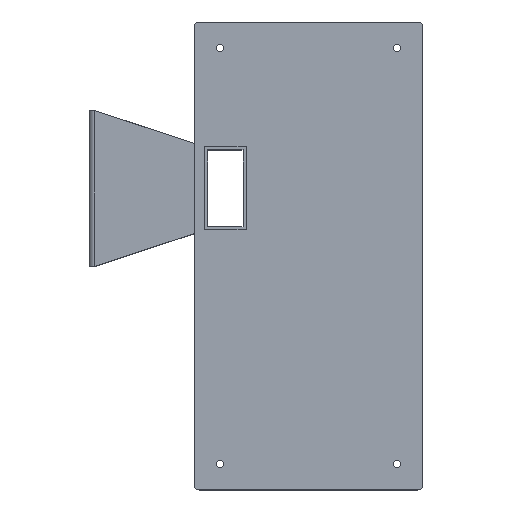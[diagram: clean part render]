
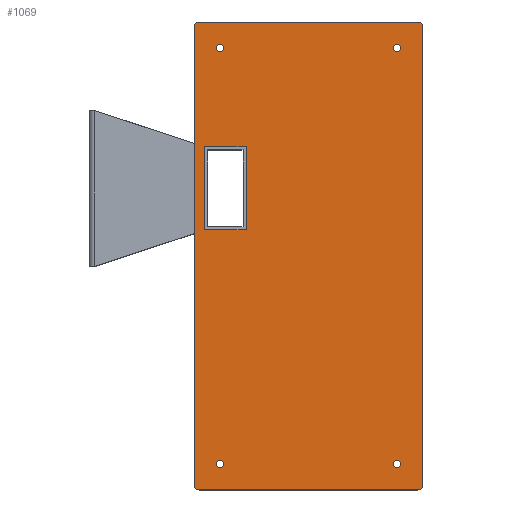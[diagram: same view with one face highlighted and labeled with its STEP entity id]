
A CAD part, top view. The second image highlights one B-rep face of the part: STEP entity #1069.
In plain terms, the highlighted planar face has unit normal (0, 0, 1).
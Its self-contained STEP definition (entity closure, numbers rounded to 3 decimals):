
#15 = AXIS2_PLACEMENT_3D ( 'NONE', #1135, #967, #588 ) ;
#22 = DIRECTION ( 'NONE',  ( 1., 0., 0. ) ) ;
#28 = CIRCLE ( 'NONE', #1292, 5. ) ;
#33 = AXIS2_PLACEMENT_3D ( 'NONE', #1589, #1756, #181 ) ;
#46 = FACE_BOUND ( 'NONE', #1442, .T. ) ;
#114 = AXIS2_PLACEMENT_3D ( 'NONE', #433, #1628, #275 ) ;
#115 = ORIENTED_EDGE ( 'NONE', *, *, #1172, .T. ) ;
#137 = VECTOR ( 'NONE', #1660, 1000. ) ;
#147 = ORIENTED_EDGE ( 'NONE', *, *, #1434, .F. ) ;
#157 = VECTOR ( 'NONE', #1771, 1000. ) ;
#181 = DIRECTION ( 'NONE',  ( -1., 0., 0. ) ) ;
#195 = CARTESIAN_POINT ( 'NONE',  ( 190., 155., 95. ) ) ;
#205 = DIRECTION ( 'NONE',  ( -1., 0., 0. ) ) ;
#231 = DIRECTION ( 'NONE',  ( -1., 0., 0. ) ) ;
#244 = DIRECTION ( 'NONE',  ( 0., 0., 1. ) ) ;
#255 = AXIS2_PLACEMENT_3D ( 'NONE', #1537, #704, #22 ) ;
#258 = VERTEX_POINT ( 'NONE', #835 ) ;
#275 = DIRECTION ( 'NONE',  ( -1., 0., 0. ) ) ;
#299 = EDGE_CURVE ( 'NONE', #604, #300, #1159, .T. ) ;
#300 = VERTEX_POINT ( 'NONE', #496 ) ;
#332 = DIRECTION ( 'NONE',  ( 0., -1., 0. ) ) ;
#365 = CARTESIAN_POINT ( 'NONE',  ( -30., 155., 95. ) ) ;
#400 = LINE ( 'NONE', #466, #157 ) ;
#414 = VERTEX_POINT ( 'NONE', #1672 ) ;
#423 = ORIENTED_EDGE ( 'NONE', *, *, #1286, .F. ) ;
#433 = CARTESIAN_POINT ( 'NONE',  ( -25., -285., 95. ) ) ;
#460 = CARTESIAN_POINT ( 'NONE',  ( 165., 135., 95. ) ) ;
#465 = CARTESIAN_POINT ( 'NONE',  ( -20., 40., 95. ) ) ;
#466 = CARTESIAN_POINT ( 'NONE',  ( -25., 160., 95. ) ) ;
#474 = EDGE_CURVE ( 'NONE', #1974, #984, #2057, .T. ) ;
#486 = ORIENTED_EDGE ( 'NONE', *, *, #914, .F. ) ;
#496 = CARTESIAN_POINT ( 'NONE',  ( 185., -290., 95. ) ) ;
#545 = EDGE_CURVE ( 'NONE', #1682, #1401, #1240, .T. ) ;
#551 = ORIENTED_EDGE ( 'NONE', *, *, #804, .T. ) ;
#584 = ORIENTED_EDGE ( 'NONE', *, *, #613, .T. ) ;
#588 = DIRECTION ( 'NONE',  ( 1., 0., 0. ) ) ;
#604 = VERTEX_POINT ( 'NONE', #799 ) ;
#605 = ORIENTED_EDGE ( 'NONE', *, *, #1400, .T. ) ;
#613 = EDGE_CURVE ( 'NONE', #984, #1682, #1380, .T. ) ;
#656 = CARTESIAN_POINT ( 'NONE',  ( -25., 160., 95. ) ) ;
#660 = DIRECTION ( 'NONE',  ( 0., -1., 0. ) ) ;
#674 = CIRCLE ( 'NONE', #114, 5. ) ;
#704 = DIRECTION ( 'NONE',  ( 0., 0., 1. ) ) ;
#748 = CIRCLE ( 'NONE', #255, 3.5 ) ;
#751 = AXIS2_PLACEMENT_3D ( 'NONE', #2017, #1066, #2101 ) ;
#770 = LINE ( 'NONE', #195, #137 ) ;
#782 = EDGE_CURVE ( 'NONE', #1401, #1974, #1841, .T. ) ;
#797 = LINE ( 'NONE', #365, #1150 ) ;
#799 = CARTESIAN_POINT ( 'NONE',  ( -25., -290., 95. ) ) ;
#804 = EDGE_CURVE ( 'NONE', #1976, #604, #674, .T. ) ;
#808 = AXIS2_PLACEMENT_3D ( 'NONE', #460, #2059, #1096 ) ;
#813 = AXIS2_PLACEMENT_3D ( 'NONE', #1573, #244, #205 ) ;
#830 = ORIENTED_EDGE ( 'NONE', *, *, #1576, .T. ) ;
#835 = CARTESIAN_POINT ( 'NONE',  ( 190., -285., 95. ) ) ;
#857 = CARTESIAN_POINT ( 'NONE',  ( 168.5, -265., 95. ) ) ;
#859 = VERTEX_POINT ( 'NONE', #1508 ) ;
#866 = ORIENTED_EDGE ( 'NONE', *, *, #1661, .F. ) ;
#878 = DIRECTION ( 'NONE',  ( -1., 0., 0. ) ) ;
#900 = FACE_OUTER_BOUND ( 'NONE', #1679, .T. ) ;
#903 = EDGE_LOOP ( 'NONE', ( #486 ) ) ;
#914 = EDGE_CURVE ( 'NONE', #2210, #2210, #2046, .T. ) ;
#946 = VECTOR ( 'NONE', #2065, 1000. ) ;
#965 = VECTOR ( 'NONE', #1307, 1000. ) ;
#967 = DIRECTION ( 'NONE',  ( 0., 0., 1. ) ) ;
#972 = FACE_BOUND ( 'NONE', #1075, .T. ) ;
#984 = VERTEX_POINT ( 'NONE', #1006 ) ;
#985 = PLANE ( 'NONE',  #33 ) ;
#987 = EDGE_CURVE ( 'NONE', #1717, #1184, #2005, .T. ) ;
#991 = CARTESIAN_POINT ( 'NONE',  ( -20., 40., 95. ) ) ;
#1006 = CARTESIAN_POINT ( 'NONE',  ( -20., -40., 95. ) ) ;
#1032 = CARTESIAN_POINT ( 'NONE',  ( 185., 160., 95. ) ) ;
#1047 = VECTOR ( 'NONE', #1871, 1000. ) ;
#1066 = DIRECTION ( 'NONE',  ( 0., 0., 1. ) ) ;
#1069 = ADVANCED_FACE ( 'NONE', ( #900, #972, #1518, #1121, #2013, #46 ), #985, .F. ) ;
#1075 = EDGE_LOOP ( 'NONE', ( #1488, #584, #1367, #1662 ) ) ;
#1093 = DIRECTION ( 'NONE',  ( 0., 0., 1. ) ) ;
#1095 = CARTESIAN_POINT ( 'NONE',  ( -20., -40., 95. ) ) ;
#1096 = DIRECTION ( 'NONE',  ( 1., 0., 0. ) ) ;
#1114 = VERTEX_POINT ( 'NONE', #1591 ) ;
#1121 = FACE_BOUND ( 'NONE', #1554, .T. ) ;
#1135 = CARTESIAN_POINT ( 'NONE',  ( 165., -265., 95. ) ) ;
#1150 = VECTOR ( 'NONE', #332, 1000. ) ;
#1159 = LINE ( 'NONE', #1687, #965 ) ;
#1169 = ORIENTED_EDGE ( 'NONE', *, *, #299, .T. ) ;
#1172 = EDGE_CURVE ( 'NONE', #300, #258, #1372, .T. ) ;
#1184 = VERTEX_POINT ( 'NONE', #1310 ) ;
#1240 = LINE ( 'NONE', #465, #1047 ) ;
#1271 = CARTESIAN_POINT ( 'NONE',  ( 185., 155., 95. ) ) ;
#1286 = EDGE_CURVE ( 'NONE', #1608, #1608, #2160, .T. ) ;
#1292 = AXIS2_PLACEMENT_3D ( 'NONE', #1271, #1627, #231 ) ;
#1307 = DIRECTION ( 'NONE',  ( 1., 0., 0. ) ) ;
#1310 = CARTESIAN_POINT ( 'NONE',  ( -30., 155., 95. ) ) ;
#1324 = CIRCLE ( 'NONE', #751, 3.5 ) ;
#1367 = ORIENTED_EDGE ( 'NONE', *, *, #545, .T. ) ;
#1372 = CIRCLE ( 'NONE', #1477, 5. ) ;
#1380 = LINE ( 'NONE', #991, #946 ) ;
#1400 = EDGE_CURVE ( 'NONE', #1184, #1976, #797, .T. ) ;
#1401 = VERTEX_POINT ( 'NONE', #1864 ) ;
#1412 = DIRECTION ( 'NONE',  ( -1., 0., 0. ) ) ;
#1434 = EDGE_CURVE ( 'NONE', #414, #414, #1324, .T. ) ;
#1435 = CARTESIAN_POINT ( 'NONE',  ( 168.5, 135., 95. ) ) ;
#1442 = EDGE_LOOP ( 'NONE', ( #423 ) ) ;
#1476 = CARTESIAN_POINT ( 'NONE',  ( -20., 40., 95. ) ) ;
#1477 = AXIS2_PLACEMENT_3D ( 'NONE', #1980, #1093, #1412 ) ;
#1488 = ORIENTED_EDGE ( 'NONE', *, *, #474, .T. ) ;
#1493 = EDGE_CURVE ( 'NONE', #1114, #1748, #28, .T. ) ;
#1501 = ORIENTED_EDGE ( 'NONE', *, *, #2023, .T. ) ;
#1508 = CARTESIAN_POINT ( 'NONE',  ( -1.5, -265., 95. ) ) ;
#1518 = FACE_BOUND ( 'NONE', #903, .T. ) ;
#1520 = ORIENTED_EDGE ( 'NONE', *, *, #987, .T. ) ;
#1537 = CARTESIAN_POINT ( 'NONE',  ( -5., -265., 95. ) ) ;
#1554 = EDGE_LOOP ( 'NONE', ( #866 ) ) ;
#1573 = CARTESIAN_POINT ( 'NONE',  ( -25., 155., 95. ) ) ;
#1576 = EDGE_CURVE ( 'NONE', #1748, #1717, #400, .T. ) ;
#1589 = CARTESIAN_POINT ( 'NONE',  ( 185., -285., 95. ) ) ;
#1591 = CARTESIAN_POINT ( 'NONE',  ( 190., 155., 95. ) ) ;
#1608 = VERTEX_POINT ( 'NONE', #1435 ) ;
#1615 = ORIENTED_EDGE ( 'NONE', *, *, #1493, .T. ) ;
#1627 = DIRECTION ( 'NONE',  ( 0., 0., 1. ) ) ;
#1628 = DIRECTION ( 'NONE',  ( 0., 0., 1. ) ) ;
#1653 = VECTOR ( 'NONE', #660, 1000. ) ;
#1660 = DIRECTION ( 'NONE',  ( 0., 1., 0. ) ) ;
#1661 = EDGE_CURVE ( 'NONE', #859, #859, #748, .T. ) ;
#1662 = ORIENTED_EDGE ( 'NONE', *, *, #782, .T. ) ;
#1672 = CARTESIAN_POINT ( 'NONE',  ( -1.5, 135., 95. ) ) ;
#1679 = EDGE_LOOP ( 'NONE', ( #115, #1501, #1615, #830, #1520, #605, #551, #1169 ) ) ;
#1682 = VERTEX_POINT ( 'NONE', #1476 ) ;
#1687 = CARTESIAN_POINT ( 'NONE',  ( -25., -290., 95. ) ) ;
#1697 = CARTESIAN_POINT ( 'NONE',  ( 20., 40., 95. ) ) ;
#1717 = VERTEX_POINT ( 'NONE', #656 ) ;
#1746 = EDGE_LOOP ( 'NONE', ( #147 ) ) ;
#1748 = VERTEX_POINT ( 'NONE', #1032 ) ;
#1756 = DIRECTION ( 'NONE',  ( 0., 0., -1. ) ) ;
#1771 = DIRECTION ( 'NONE',  ( -1., 0., 0. ) ) ;
#1780 = CARTESIAN_POINT ( 'NONE',  ( -30., -285., 95. ) ) ;
#1841 = LINE ( 'NONE', #1697, #1653 ) ;
#1864 = CARTESIAN_POINT ( 'NONE',  ( 20., 40., 95. ) ) ;
#1871 = DIRECTION ( 'NONE',  ( 1., 0., 0. ) ) ;
#1959 = CARTESIAN_POINT ( 'NONE',  ( 20., -40., 95. ) ) ;
#1974 = VERTEX_POINT ( 'NONE', #1959 ) ;
#1976 = VERTEX_POINT ( 'NONE', #1780 ) ;
#1980 = CARTESIAN_POINT ( 'NONE',  ( 185., -285., 95. ) ) ;
#2005 = CIRCLE ( 'NONE', #813, 5. ) ;
#2013 = FACE_BOUND ( 'NONE', #1746, .T. ) ;
#2017 = CARTESIAN_POINT ( 'NONE',  ( -5., 135., 95. ) ) ;
#2020 = VECTOR ( 'NONE', #878, 1000. ) ;
#2023 = EDGE_CURVE ( 'NONE', #258, #1114, #770, .T. ) ;
#2046 = CIRCLE ( 'NONE', #15, 3.5 ) ;
#2057 = LINE ( 'NONE', #1095, #2020 ) ;
#2059 = DIRECTION ( 'NONE',  ( 0., 0., 1. ) ) ;
#2065 = DIRECTION ( 'NONE',  ( 0., 1., 0. ) ) ;
#2101 = DIRECTION ( 'NONE',  ( 1., 0., 0. ) ) ;
#2160 = CIRCLE ( 'NONE', #808, 3.5 ) ;
#2210 = VERTEX_POINT ( 'NONE', #857 ) ;
